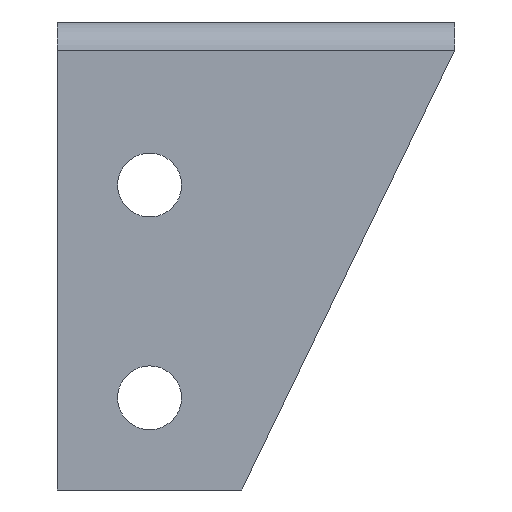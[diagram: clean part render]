
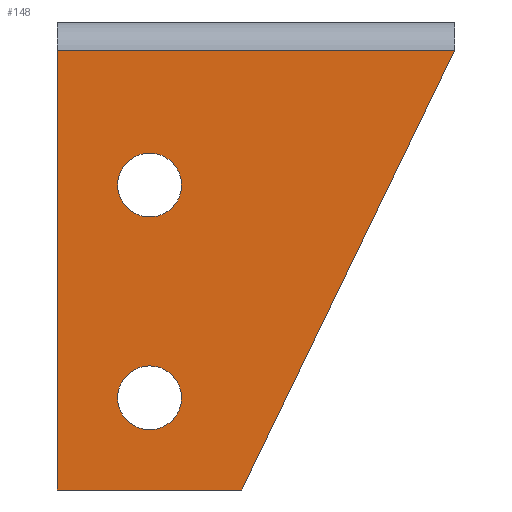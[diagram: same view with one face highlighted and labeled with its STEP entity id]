
A CAD part, left-side view. The second image highlights one B-rep face of the part: STEP entity #148.
In plain terms, the highlighted planar face has unit normal (-1, 0, 0).
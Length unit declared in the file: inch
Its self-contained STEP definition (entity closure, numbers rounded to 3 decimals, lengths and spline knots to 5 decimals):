
#148=ADVANCED_FACE('',(#305,#306,#307),#308,.F.);
#305=FACE_BOUND('',#607,.T.);
#306=FACE_BOUND('',#608,.T.);
#307=FACE_OUTER_BOUND('',#609,.T.);
#308=PLANE('',#610);
#607=EDGE_LOOP('',(#957,#958,#959,#960));
#608=EDGE_LOOP('',(#961,#962,#963,#964));
#609=EDGE_LOOP('',(#965,#966,#967,#968));
#610=AXIS2_PLACEMENT_3D('',#969,#970,#971);
#957=ORIENTED_EDGE('',*,*,#1175,.T.);
#958=ORIENTED_EDGE('',*,*,#1125,.T.);
#959=ORIENTED_EDGE('',*,*,#1057,.T.);
#960=ORIENTED_EDGE('',*,*,#1183,.T.);
#961=ORIENTED_EDGE('',*,*,#1167,.T.);
#962=ORIENTED_EDGE('',*,*,#1052,.T.);
#963=ORIENTED_EDGE('',*,*,#1136,.T.);
#964=ORIENTED_EDGE('',*,*,#1131,.T.);
#965=ORIENTED_EDGE('',*,*,#1075,.F.);
#966=ORIENTED_EDGE('',*,*,#1043,.F.);
#967=ORIENTED_EDGE('',*,*,#1147,.T.);
#968=ORIENTED_EDGE('',*,*,#1153,.F.);
#969=CARTESIAN_POINT('',(-4.31135,-0.79691,-1.66808));
#970=DIRECTION('',(1.0,0.0,0.0));
#971=DIRECTION('',(0.0,1.0,0.0));
#1043=EDGE_CURVE('',#1240,#1242,#1243,.T.);
#1052=EDGE_CURVE('',#1257,#1255,#1258,.T.);
#1057=EDGE_CURVE('',#1266,#1264,#1267,.T.);
#1075=EDGE_CURVE('',#1242,#1296,#1297,.T.);
#1125=EDGE_CURVE('',#1374,#1266,#1375,.T.);
#1131=EDGE_CURVE('',#1384,#1382,#1385,.T.);
#1136=EDGE_CURVE('',#1255,#1384,#1390,.T.);
#1147=EDGE_CURVE('',#1240,#1400,#1402,.T.);
#1153=EDGE_CURVE('',#1296,#1400,#1410,.T.);
#1167=EDGE_CURVE('',#1382,#1257,#1426,.T.);
#1175=EDGE_CURVE('',#1434,#1374,#1435,.T.);
#1183=EDGE_CURVE('',#1264,#1434,#1443,.T.);
#1240=VERTEX_POINT('',#1554);
#1242=VERTEX_POINT('',#1557);
#1243=LINE('',#1558,#1559);
#1255=VERTEX_POINT('',#1578);
#1257=VERTEX_POINT('',#1581);
#1258=B_SPLINE_CURVE_WITH_KNOTS('',3,(#1582,#1583,#1584,#1585),.UNSPECIFIED.,.F.,.F.,(4,4),(0.0,80.0),.UNSPECIFIED.);
#1264=VERTEX_POINT('',#1595);
#1266=VERTEX_POINT('',#1598);
#1267=B_SPLINE_CURVE_WITH_KNOTS('',3,(#1599,#1600,#1601,#1602),.UNSPECIFIED.,.F.,.F.,(4,4),(0.0,80.0),.UNSPECIFIED.);
#1296=VERTEX_POINT('',#1646);
#1297=LINE('',#1647,#1648);
#1374=VERTEX_POINT('',#1797);
#1375=B_SPLINE_CURVE_WITH_KNOTS('',3,(#1798,#1799,#1800,#1801),.UNSPECIFIED.,.F.,.F.,(4,4),(0.0,80.0),.UNSPECIFIED.);
#1382=VERTEX_POINT('',#1812);
#1384=VERTEX_POINT('',#1815);
#1385=B_SPLINE_CURVE_WITH_KNOTS('',3,(#1816,#1817,#1818,#1819),.UNSPECIFIED.,.F.,.F.,(4,4),(0.0,80.0),.UNSPECIFIED.);
#1390=B_SPLINE_CURVE_WITH_KNOTS('',3,(#1828,#1829,#1830,#1831),.UNSPECIFIED.,.F.,.F.,(4,4),(0.0,80.0),.UNSPECIFIED.);
#1400=VERTEX_POINT('',#1846);
#1402=LINE('',#1848,#1849);
#1410=LINE('',#1860,#1861);
#1426=B_SPLINE_CURVE_WITH_KNOTS('',3,(#1892,#1893,#1894,#1895),.UNSPECIFIED.,.F.,.F.,(4,4),(0.0,80.0),.UNSPECIFIED.);
#1434=VERTEX_POINT('',#1906);
#1435=B_SPLINE_CURVE_WITH_KNOTS('',3,(#1907,#1908,#1909,#1910),.UNSPECIFIED.,.F.,.F.,(4,4),(0.0,80.0),.UNSPECIFIED.);
#1443=B_SPLINE_CURVE_WITH_KNOTS('',3,(#1920,#1921,#1922,#1923),.UNSPECIFIED.,.F.,.F.,(4,4),(0.0,80.0),.UNSPECIFIED.);
#1554=CARTESIAN_POINT('',(-4.31135,-2.91281,0.));
#1557=CARTESIAN_POINT('',(-4.31135,-1.03372,-3.88344));
#1558=CARTESIAN_POINT('',(-4.31135,-2.91281,0.));
#1559=VECTOR('',#1943,1.);
#1578=CARTESIAN_POINT('',(-4.31135,-0.21946,-0.90822));
#1581=CARTESIAN_POINT('',(-4.31135,0.06241,-1.19008));
#1582=CARTESIAN_POINT('',(-4.31135,0.06241,-1.19008));
#1583=CARTESIAN_POINT('',(-4.31135,0.06241,-1.03442));
#1584=CARTESIAN_POINT('',(-4.31135,-0.06378,-0.90822));
#1585=CARTESIAN_POINT('',(-4.31135,-0.21946,-0.90822));
#1595=CARTESIAN_POINT('',(-4.31135,-0.50132,-3.06917));
#1598=CARTESIAN_POINT('',(-4.31135,-0.21946,-2.78731));
#1599=CARTESIAN_POINT('',(-4.31135,-0.21946,-2.78731));
#1600=CARTESIAN_POINT('',(-4.31135,-0.37513,-2.78731));
#1601=CARTESIAN_POINT('',(-4.31135,-0.50132,-2.91351));
#1602=CARTESIAN_POINT('',(-4.31135,-0.50132,-3.06917));
#1646=CARTESIAN_POINT('',(-4.31135,0.59482,-3.88344));
#1647=CARTESIAN_POINT('',(-4.31135,-1.03372,-3.88344));
#1648=VECTOR('',#1963,1.);
#1797=CARTESIAN_POINT('',(-4.31135,0.06241,-3.06917));
#1798=CARTESIAN_POINT('',(-4.31135,0.06241,-3.06917));
#1799=CARTESIAN_POINT('',(-4.31135,0.06241,-2.91351));
#1800=CARTESIAN_POINT('',(-4.31135,-0.06378,-2.78731));
#1801=CARTESIAN_POINT('',(-4.31135,-0.21946,-2.78731));
#1812=CARTESIAN_POINT('',(-4.31135,-0.21946,-1.47195));
#1815=CARTESIAN_POINT('',(-4.31135,-0.50132,-1.19008));
#1816=CARTESIAN_POINT('',(-4.31135,-0.50132,-1.19008));
#1817=CARTESIAN_POINT('',(-4.31135,-0.50132,-1.34576));
#1818=CARTESIAN_POINT('',(-4.31135,-0.37513,-1.47195));
#1819=CARTESIAN_POINT('',(-4.31135,-0.21946,-1.47195));
#1828=CARTESIAN_POINT('',(-4.31135,-0.21946,-0.90822));
#1829=CARTESIAN_POINT('',(-4.31135,-0.37513,-0.90822));
#1830=CARTESIAN_POINT('',(-4.31135,-0.50132,-1.03442));
#1831=CARTESIAN_POINT('',(-4.31135,-0.50132,-1.19008));
#1846=CARTESIAN_POINT('',(-4.31135,0.59482,0.));
#1848=CARTESIAN_POINT('',(-4.31135,-2.91281,0.));
#1849=VECTOR('',#1999,1.);
#1860=CARTESIAN_POINT('',(-4.31135,0.59482,-3.88344));
#1861=VECTOR('',#2006,1.);
#1892=CARTESIAN_POINT('',(-4.31135,-0.21946,-1.47195));
#1893=CARTESIAN_POINT('',(-4.31135,-0.06378,-1.47195));
#1894=CARTESIAN_POINT('',(-4.31135,0.06241,-1.34576));
#1895=CARTESIAN_POINT('',(-4.31135,0.06241,-1.19008));
#1906=CARTESIAN_POINT('',(-4.31135,-0.21946,-3.35103));
#1907=CARTESIAN_POINT('',(-4.31135,-0.21946,-3.35103));
#1908=CARTESIAN_POINT('',(-4.31135,-0.06378,-3.35103));
#1909=CARTESIAN_POINT('',(-4.31135,0.06241,-3.22484));
#1910=CARTESIAN_POINT('',(-4.31135,0.06241,-3.06917));
#1920=CARTESIAN_POINT('',(-4.31135,-0.50132,-3.06917));
#1921=CARTESIAN_POINT('',(-4.31135,-0.50132,-3.22484));
#1922=CARTESIAN_POINT('',(-4.31135,-0.37513,-3.35103));
#1923=CARTESIAN_POINT('',(-4.31135,-0.21946,-3.35103));
#1943=DIRECTION('',(0.0,0.436,-0.9));
#1963=DIRECTION('',(0.0,1.0,0.0));
#1999=DIRECTION('',(0.0,1.0,0.0));
#2006=DIRECTION('',(0.0,0.0,1.0));
